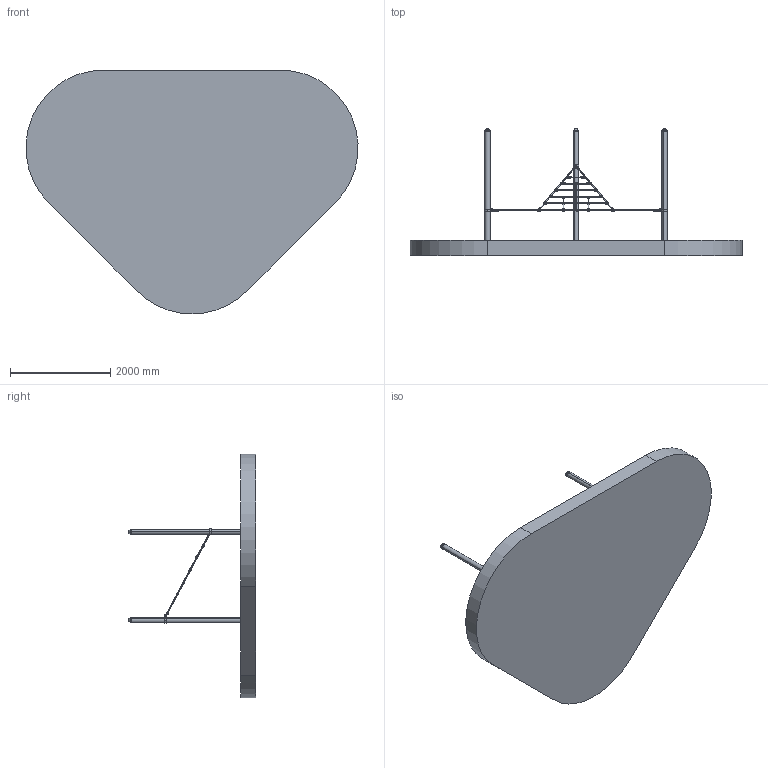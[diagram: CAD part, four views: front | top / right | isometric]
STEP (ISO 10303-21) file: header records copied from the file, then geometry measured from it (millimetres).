
FILE_DESCRIPTION (( 'STEP AP214' ), '1' );
FILE_NAME ('4591-30-5.STEP', '2019-06-24T12:31:07', ( '' ), ( '' ), 'SwSTEP 2.0', 'SolidWorks 2019', '' );
FILE_SCHEMA (( 'AUTOMOTIVE_DESIGN' ));
Length unit declared in the file: millimetre
Products named in the file (18): -5-Schelle-4591-30-2; 4591-30-5; 70-4594-70 - PA-Adapter_; 457-01-Kunststoff_Kausche_rot; Netzwerk_Standard<Wie bearbeitet>; -5-Pfosten-4591-30-2; Bew. T-Stück Querträger; -5-70-4594-70 - PA-Adapter_; Spiegeln55-02-08 - Schäkel M8 geschweift; Seil1_Standard<Wie bearbeitet>; Knotenkugel ohne; -5-Abdeckkappe-4591-30-2; Bew. T-Stück Längsträger; 55-02-10-2A - 2-Augen-Schäkel_; 457-01 - Kunststoff Kausche gelb; Seil2_Standard<Wie bearbeitet>; Sicherheitsbereich; --70-02 - T-Stück fest_
Assembly tree (59 placements, depth 2):
  4591-30-5
    Sicherheitsbereich
    -5-Pfosten-4591-30-2  x3
    -5-Abdeckkappe-4591-30-2  x3
    -5-Schelle-4591-30-2  x3
    -5-70-4594-70 - PA-Adapter_
    55-02-10-2A - 2-Augen-Schäkel_
    70-4594-70 - PA-Adapter_  x2
    Spiegeln55-02-08 - Schäkel M8 geschweift  x2
    457-01 - Kunststoff Kausche gelb  x2
    457-01-Kunststoff_Kausche_rot  x2
    Seil1_Standard<Wie bearbeitet>  x2
    Seil2_Standard<Wie bearbeitet>
    Netzwerk_Standard<Wie bearbeitet>
    Knotenkugel ohne  x5
    --70-02 - T-Stück fest_  x6
    Bew. T-Stück Querträger  x12
    Bew. T-Stück Längsträger  x12
Bounding box: 6630.11 x 2538.96 x 4868 mm (x, y, z)
Volume: 7181296562.3 mm3; surface area: 58895595.9 mm2
Topology: 78 solids, 78 shells, 4971 faces, 13290 edges, 8352 vertices
Faces by surface type: plane 2541, cylinder 1362, cone 408, torus 384, bspline 266, sphere 10
Entity records: 45752 total; most frequent: CARTESIAN_POINT 16979, ORIENTED_EDGE 5288, DIRECTION 5054, EDGE_CURVE 2644, AXIS2_PLACEMENT_3D 1912, VERTEX_POINT 1642, LINE 1230, VECTOR 1230
